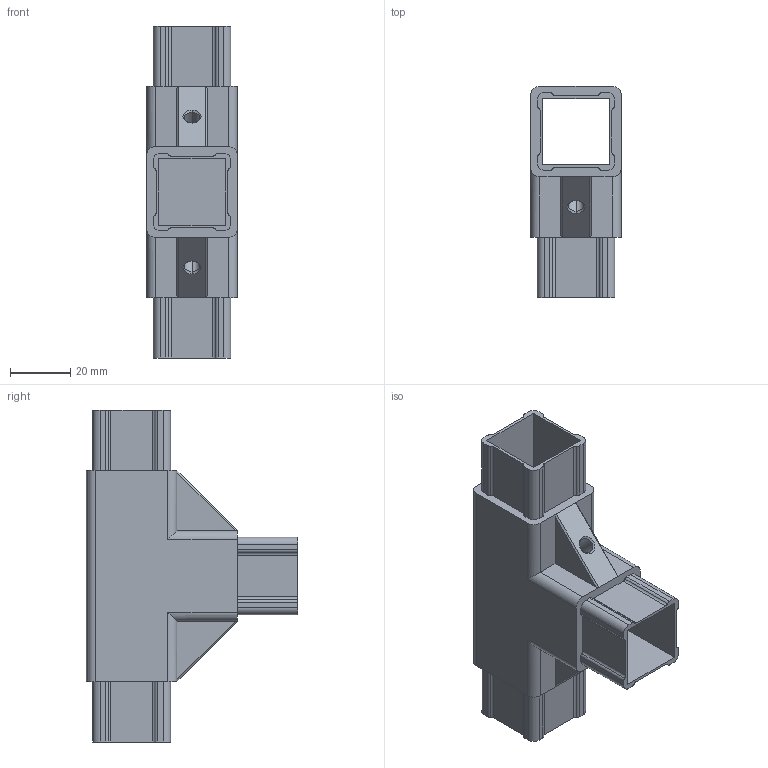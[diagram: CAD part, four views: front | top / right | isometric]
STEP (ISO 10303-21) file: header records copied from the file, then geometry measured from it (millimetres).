
FILE_DESCRIPTION (( 'STEP AP203' ), '1' );
FILE_NAME ('CR-VA30-02-S.STEP', '2018-10-11T09:55:23', ( '' ), ( '' ), 'SwSTEP 2.0', 'SolidWorks 2015', '' );
FILE_SCHEMA (( 'CONFIG_CONTROL_DESIGN' ));
Length unit declared in the file: millimetre
Products named in the file (1): CR-VA30-02-S
Bounding box: 30 x 70 x 110 mm (x, y, z)
Volume: 45007.9 mm3; surface area: 30932.6 mm2
Topology: 1 solids, 1 shells, 398 faces, 1091 edges, 722 vertices
Faces by surface type: plane 205, bspline 115, cylinder 74, cone 4
Entity records: 18854 total; most frequent: CARTESIAN_POINT 9347, ORIENTED_EDGE 2182, DIRECTION 1557, EDGE_CURVE 1091, VERTEX_POINT 722, LINE 709, VECTOR 709, EDGE_LOOP 433
